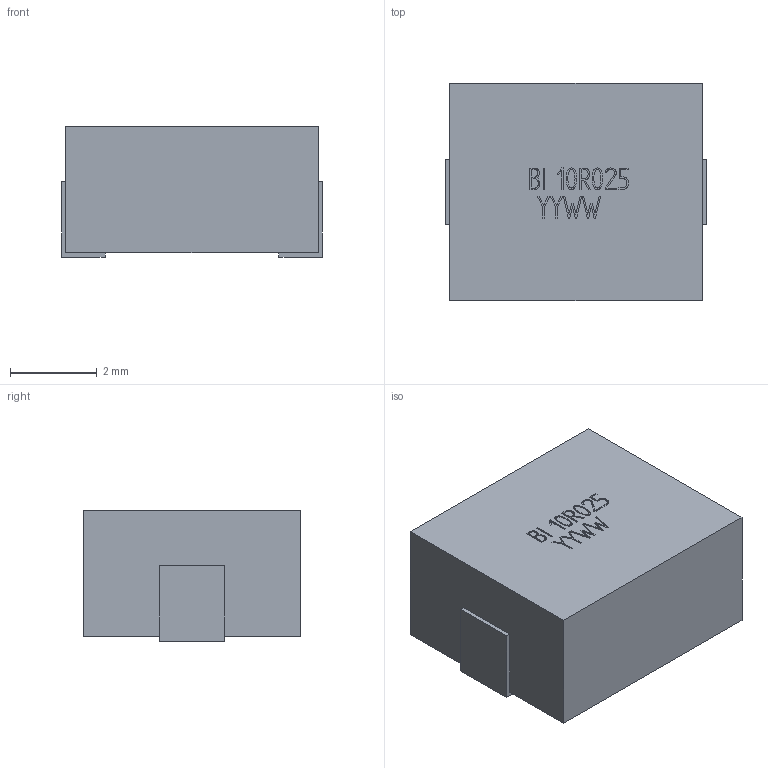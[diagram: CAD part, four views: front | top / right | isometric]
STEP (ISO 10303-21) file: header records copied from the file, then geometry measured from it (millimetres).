
FILE_DESCRIPTION(/* description */ ('Unknown'),/* implementation_level */ '2;1');
FILE_NAME(/* name */ 'HM69-10R025LF',/* time_stamp */ '2021-12-14T14:20:21+08:00',/* author */ ('Unknown'),/* organization */ ('Unknown'),/* preprocessor_version */ 'ST-DEVELOPER v16.7',/* originating_system */ 'Solid Edge',/* authorisation */ 'Unknown');
FILE_SCHEMA (('AUTOMOTIVE_DESIGN {1 0 10303 214 3 1 1}'));
Length unit declared in the file: millimetre
Products named in the file (3): HM69-10XXXLF - Page10; HM69-10XXXLF (1) - Page10; HM69-10XXXLF (2) - Page10
Assembly tree (2 placements, depth 2):
  HM69-10XXXLF - Page10
    HM69-10XXXLF (1) - Page10
    HM69-10XXXLF (2) - Page10
Bounding box: 6 x 5 x 3 mm (x, y, z)
Volume: 84.9 mm3; surface area: 175.4 mm2
Topology: 2 solids, 2 shells, 138 faces, 351 edges, 234 vertices
Faces by surface type: plane 118, bspline 20
Entity records: 4662 total; most frequent: CARTESIAN_POINT 1547, ORIENTED_EDGE 694, DIRECTION 470, EDGE_CURVE 347, VERTEX_POINT 234, LINE 228, VECTOR 228, EDGE_LOOP 161
